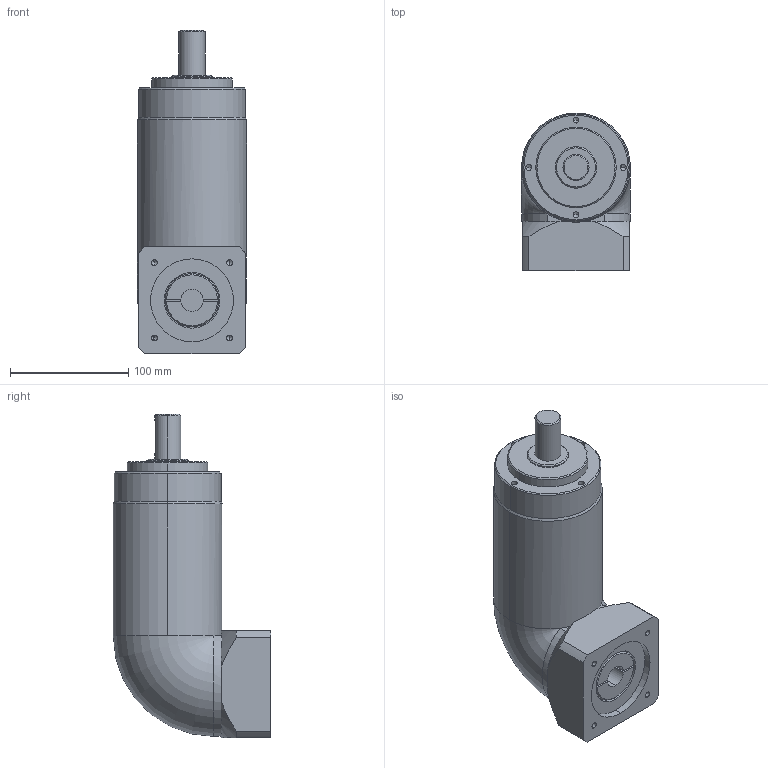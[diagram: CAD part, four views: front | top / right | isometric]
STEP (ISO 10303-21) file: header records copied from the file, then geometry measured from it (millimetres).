
FILE_DESCRIPTION (( 'STEP AP203' ), '1' );
FILE_NAME ('EVL90-L3-19-70-90.STEP', '2022-06-16T05:08:21', ( 'PC' ), ( 'Microsoft' ), 'SwSTEP 2.0', 'SolidWorks 2016', '' );
FILE_SCHEMA (( 'CONFIG_CONTROL_DESIGN' ));
Length unit declared in the file: millimetre
Products named in the file (1): EVL90-L3-19-70-90
Bounding box: 92 x 133 x 272.8 mm (x, y, z)
Volume: 1691542.5 mm3; surface area: 112557.5 mm2
Topology: 1 solids, 1 shells, 108 faces, 264 edges, 155 vertices
Faces by surface type: cylinder 42, cone 33, plane 32, torus 1
Entity records: 3262 total; most frequent: CARTESIAN_POINT 685, DIRECTION 559, ORIENTED_EDGE 492, EDGE_CURVE 246, AXIS2_PLACEMENT_3D 223, VERTEX_POINT 155, EDGE_LOOP 123, CIRCLE 114
